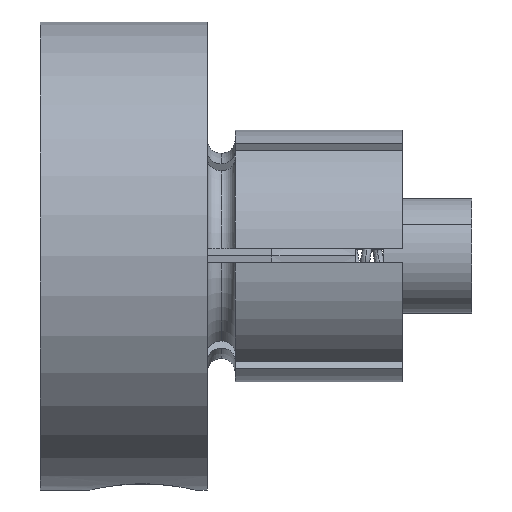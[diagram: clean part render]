
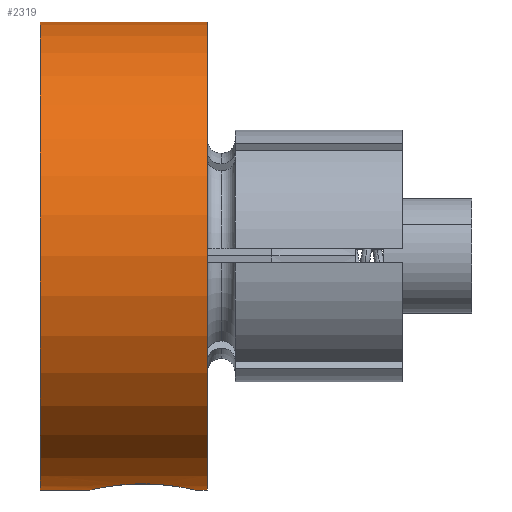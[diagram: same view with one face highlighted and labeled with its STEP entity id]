
A CAD part, top view. The second image highlights one B-rep face of the part: STEP entity #2319.
In plain terms, the highlighted cylindrical face has radius 26.67 mm (diameter 53.34 mm), a partial arc.
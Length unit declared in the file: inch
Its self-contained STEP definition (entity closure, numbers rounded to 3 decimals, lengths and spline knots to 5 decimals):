
#31 = VECTOR ( 'NONE', #10840, 39.37008 ) ;
#77 = CARTESIAN_POINT ( 'NONE',  ( 2.447, 0., 1.05 ) ) ;
#247 = CARTESIAN_POINT ( 'NONE',  ( 1.99735, 0.10493, 1.04477 ) ) ;
#281 = CARTESIAN_POINT ( 'NONE',  ( 2.17875, 0.23506, 1.02335 ) ) ;
#320 = CARTESIAN_POINT ( 'NONE',  ( 2.38837, 0.15681, 1.03828 ) ) ;
#1087 = CARTESIAN_POINT ( 'NONE',  ( 1.75, 0., 1.05 ) ) ;
#1128 = CARTESIAN_POINT ( 'NONE',  ( 2.00872, 0.12536, 1.04251 ) ) ;
#1164 = CARTESIAN_POINT ( 'NONE',  ( 2.20208, 0.237, 1.0229 ) ) ;
#1199 = CARTESIAN_POINT ( 'NONE',  ( 2.41558, 0.11895, 1.04332 ) ) ;
#1383 = DIRECTION ( 'NONE',  ( 0., 0., 1. ) ) ;
#1659 = EDGE_CURVE ( 'NONE', #4452, #3098, #4551, .T. ) ;
#1761 = CARTESIAN_POINT ( 'NONE',  ( 2.5, 0., 1.05 ) ) ;
#1831 = AXIS2_PLACEMENT_3D ( 'NONE', #10378, #4340, #6084 ) ;
#1854 = DIRECTION ( 'NONE',  ( -1., 0., 0. ) ) ;
#1877 = EDGE_CURVE ( 'NONE', #8928, #9545, #5497, .T. ) ;
#1989 = CARTESIAN_POINT ( 'NONE',  ( 2.03141, 0.15657, 1.03832 ) ) ;
#2023 = CARTESIAN_POINT ( 'NONE',  ( 2.24096, 0.23548, 1.02326 ) ) ;
#2059 = CARTESIAN_POINT ( 'NONE',  ( 2.43176, 0.08396, 1.04666 ) ) ;
#2181 = EDGE_CURVE ( 'NONE', #8928, #7431, #3032, .T. ) ;
#2218 = VECTOR ( 'NONE', #9342, 39.37008 ) ;
#2229 = CARTESIAN_POINT ( 'NONE',  ( 2.5, 0., 0. ) ) ;
#2319 = ADVANCED_FACE ( 'NONE', ( #6558 ), #10871, .T. ) ;
#2845 = CARTESIAN_POINT ( 'NONE',  ( 2.0654, 0.18841, 1.033 ) ) ;
#2880 = CARTESIAN_POINT ( 'NONE',  ( 2.28648, 0.22485, 1.02566 ) ) ;
#2899 = CARTESIAN_POINT ( 'NONE',  ( 2.5, 0., -1.05 ) ) ;
#2918 = CARTESIAN_POINT ( 'NONE',  ( 2.43895, 0.06175, 1.04821 ) ) ;
#2956 = AXIS2_PLACEMENT_3D ( 'NONE', #4310, #10350, #5170 ) ;
#3032 = LINE ( 'NONE', #7910, #5053 ) ;
#3098 = VERTEX_POINT ( 'NONE', #1087 ) ;
#3125 = EDGE_CURVE ( 'NONE', #4452, #7431, #7819, .T. ) ;
#3249 = ORIENTED_EDGE ( 'NONE', *, *, #3125, .T. ) ;
#3687 = CARTESIAN_POINT ( 'NONE',  ( 1.973, 0.01549, 1.05 ) ) ;
#3726 = CARTESIAN_POINT ( 'NONE',  ( 2.10461, 0.21285, 1.02822 ) ) ;
#3764 = CARTESIAN_POINT ( 'NONE',  ( 2.3287, 0.20572, 1.02969 ) ) ;
#3798 = CARTESIAN_POINT ( 'NONE',  ( 2.44545, 0.0312, 1.04965 ) ) ;
#3927 = CARTESIAN_POINT ( 'NONE',  ( 3.375, 0., -1.05 ) ) ;
#4310 = CARTESIAN_POINT ( 'NONE',  ( 1.75, 0., 0. ) ) ;
#4340 = DIRECTION ( 'NONE',  ( -1., 0., 0. ) ) ;
#4452 = VERTEX_POINT ( 'NONE', #9417 ) ;
#4551 = LINE ( 'NONE', #9419, #2218 ) ;
#4562 = CARTESIAN_POINT ( 'NONE',  ( 1.98063, 0.06168, 1.0483 ) ) ;
#4598 = CARTESIAN_POINT ( 'NONE',  ( 2.13358, 0.22448, 1.02573 ) ) ;
#4632 = CARTESIAN_POINT ( 'NONE',  ( 2.35435, 0.18812, 1.03302 ) ) ;
#4671 = CARTESIAN_POINT ( 'NONE',  ( 2.447, 0., 1.05 ) ) ;
#5053 = VECTOR ( 'NONE', #1854, 39.37008 ) ;
#5063 = AXIS2_PLACEMENT_3D ( 'NONE', #2229, #7426, #1383 ) ;
#5170 = DIRECTION ( 'NONE',  ( 0., 0., 1. ) ) ;
#5422 = EDGE_CURVE ( 'NONE', #9878, #3098, #5690, .T. ) ;
#5431 = CARTESIAN_POINT ( 'NONE',  ( 1.99404, 0.09793, 1.04545 ) ) ;
#5467 = CARTESIAN_POINT ( 'NONE',  ( 2.16343, 0.23276, 1.02388 ) ) ;
#5497 = CIRCLE ( 'NONE', #5063, 1.05 ) ;
#5506 = CARTESIAN_POINT ( 'NONE',  ( 2.37204, 0.17312, 1.03564 ) ) ;
#5690 = CIRCLE ( 'NONE', #2956, 1.05 ) ;
#6056 = ORIENTED_EDGE ( 'NONE', *, *, #2181, .F. ) ;
#6084 = DIRECTION ( 'NONE',  ( 0., 0., 1. ) ) ;
#6311 = CARTESIAN_POINT ( 'NONE',  ( 2.00468, 0.11864, 1.0433 ) ) ;
#6348 = CARTESIAN_POINT ( 'NONE',  ( 2.19422, 0.2366, 1.023 ) ) ;
#6384 = CARTESIAN_POINT ( 'NONE',  ( 2.39824, 0.14484, 1.04004 ) ) ;
#6558 = FACE_OUTER_BOUND ( 'NONE', #10793, .T. ) ;
#7008 = ORIENTED_EDGE ( 'NONE', *, *, #5422, .T. ) ;
#7177 = CARTESIAN_POINT ( 'NONE',  ( 2.02165, 0.14468, 1.04007 ) ) ;
#7215 = CARTESIAN_POINT ( 'NONE',  ( 2.22554, 0.23701, 1.0229 ) ) ;
#7253 = CARTESIAN_POINT ( 'NONE',  ( 2.42286, 0.10535, 1.0448 ) ) ;
#7426 = DIRECTION ( 'NONE',  ( -1., 0., 0. ) ) ;
#7431 = VERTEX_POINT ( 'NONE', #77 ) ;
#7547 = CARTESIAN_POINT ( 'NONE',  ( 1.75, 0., -1.05 ) ) ;
#7819 = B_SPLINE_CURVE_WITH_KNOTS ( 'NONE', 3,
 ( #9733, #3687, #8875, #4562, #10615, #5431, #247, #6311, #1128, #7177, #1989, #8049, #2845, #8913, #3726, #9771, #4598, #10648, #5467, #281, #6348, #1164, #7215, #2023, #8087, #2880, #8947, #3764, #9807, #4632, #10682, #5506, #320, #6384, #1199, #7253, #2059, #8116, #2918, #8984, #3798, #9838, #4671 ),
 .UNSPECIFIED., .F., .F.,
 ( 4, 2, 2, 2, 2, 2, 2, 2, 2, 1, 2, 2, 2, 2, 2, 2, 2, 2, 2, 2, 2, 4 ),
 ( 0.01888, 0.02006, 0.02124, 0.02183, 0.02242, 0.0236, 0.02478, 0.02596, 0.02655, 0.02714, 0.02773, 0.02832, 0.0295, 0.03068, 0.03186, 0.03245, 0.03304, 0.03422, 0.0354, 0.03599, 0.03658, 0.03776 ),
 .UNSPECIFIED. ) ;
#7910 = CARTESIAN_POINT ( 'NONE',  ( 3.375, 0., 1.05 ) ) ;
#8049 = CARTESIAN_POINT ( 'NONE',  ( 2.05325, 0.17843, 1.03479 ) ) ;
#8087 = CARTESIAN_POINT ( 'NONE',  ( 2.27136, 0.22944, 1.02463 ) ) ;
#8116 = CARTESIAN_POINT ( 'NONE',  ( 2.43439, 0.07667, 1.04722 ) ) ;
#8875 = CARTESIAN_POINT ( 'NONE',  ( 1.9745, 0.03093, 1.04966 ) ) ;
#8913 = CARTESIAN_POINT ( 'NONE',  ( 2.09102, 0.20555, 1.02972 ) ) ;
#8928 = VERTEX_POINT ( 'NONE', #1761 ) ;
#8947 = CARTESIAN_POINT ( 'NONE',  ( 2.31509, 0.21299, 1.02819 ) ) ;
#8984 = CARTESIAN_POINT ( 'NONE',  ( 2.44087, 0.05413, 1.04863 ) ) ;
#9216 = LINE ( 'NONE', #3927, #31 ) ;
#9342 = DIRECTION ( 'NONE',  ( -1., 0., 0. ) ) ;
#9417 = CARTESIAN_POINT ( 'NONE',  ( 1.973, 0., 1.05 ) ) ;
#9419 = CARTESIAN_POINT ( 'NONE',  ( 3.375, 0., 1.05 ) ) ;
#9545 = VERTEX_POINT ( 'NONE', #2899 ) ;
#9722 = ORIENTED_EDGE ( 'NONE', *, *, #1877, .T. ) ;
#9733 = CARTESIAN_POINT ( 'NONE',  ( 1.973, 0., 1.05 ) ) ;
#9771 = CARTESIAN_POINT ( 'NONE',  ( 2.1262, 0.22183, 1.02631 ) ) ;
#9807 = CARTESIAN_POINT ( 'NONE',  ( 2.34806, 0.19279, 1.03216 ) ) ;
#9838 = CARTESIAN_POINT ( 'NONE',  ( 2.447, 0.01571, 1.05 ) ) ;
#9878 = VERTEX_POINT ( 'NONE', #7547 ) ;
#10068 = ORIENTED_EDGE ( 'NONE', *, *, #1659, .F. ) ;
#10350 = DIRECTION ( 'NONE',  ( 1., 0., 0. ) ) ;
#10378 = CARTESIAN_POINT ( 'NONE',  ( 3.375, 0., 0. ) ) ;
#10615 = CARTESIAN_POINT ( 'NONE',  ( 1.98517, 0.07653, 1.04731 ) ) ;
#10648 = CARTESIAN_POINT ( 'NONE',  ( 2.14843, 0.22899, 1.02473 ) ) ;
#10682 = CARTESIAN_POINT ( 'NONE',  ( 2.36633, 0.1783, 1.03476 ) ) ;
#10793 = EDGE_LOOP ( 'NONE', ( #9722, #11122, #7008, #10068, #3249, #6056 ) ) ;
#10840 = DIRECTION ( 'NONE',  ( -1., 0., 0. ) ) ;
#10871 = CYLINDRICAL_SURFACE ( 'NONE', #1831, 1.05 ) ;
#10972 = EDGE_CURVE ( 'NONE', #9545, #9878, #9216, .T. ) ;
#11122 = ORIENTED_EDGE ( 'NONE', *, *, #10972, .T. ) ;
